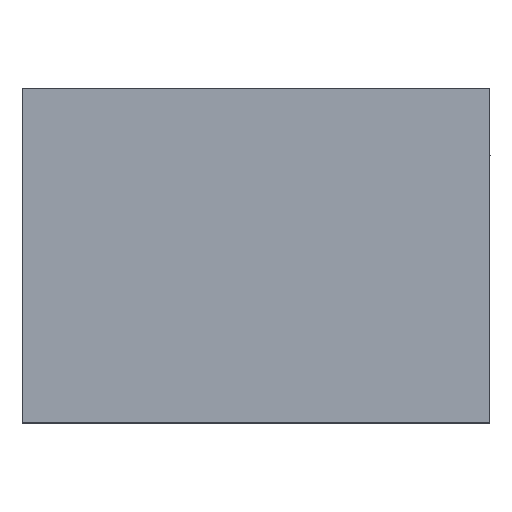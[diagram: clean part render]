
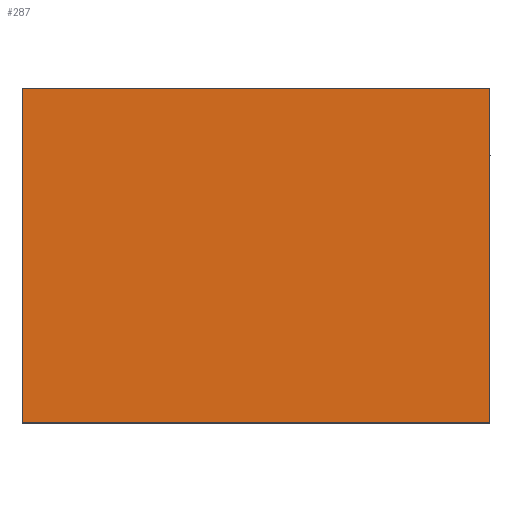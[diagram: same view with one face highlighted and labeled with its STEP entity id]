
A CAD part, top view. The second image highlights one B-rep face of the part: STEP entity #287.
In plain terms, the highlighted planar face has unit normal (0, 0, 1).
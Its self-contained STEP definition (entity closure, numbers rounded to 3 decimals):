
#43 = VERTEX_POINT('',#44);
#44 = CARTESIAN_POINT('',(3.5,-2.5,5.));
#50 = EDGE_CURVE('',#51,#43,#53,.T.);
#51 = VERTEX_POINT('',#52);
#52 = CARTESIAN_POINT('',(3.5,2.5,5.));
#53 = LINE('',#54,#55);
#54 = CARTESIAN_POINT('',(3.5,2.5,5.));
#55 = VECTOR('',#56,1.);
#56 = DIRECTION('',(0.,-1.,0.));
#180 = EDGE_CURVE('',#51,#181,#183,.T.);
#181 = VERTEX_POINT('',#182);
#182 = CARTESIAN_POINT('',(-3.5,2.5,5.));
#183 = LINE('',#184,#185);
#184 = CARTESIAN_POINT('',(3.5,2.5,5.));
#185 = VECTOR('',#186,1.);
#186 = DIRECTION('',(-1.,0.,0.));
#236 = EDGE_CURVE('',#43,#237,#239,.T.);
#237 = VERTEX_POINT('',#238);
#238 = CARTESIAN_POINT('',(-3.5,-2.5,5.));
#239 = LINE('',#240,#241);
#240 = CARTESIAN_POINT('',(3.5,-2.5,5.));
#241 = VECTOR('',#242,1.);
#242 = DIRECTION('',(-1.,0.,0.));
#287 = ADVANCED_FACE('',(#288),#299,.F.);
#288 = FACE_BOUND('',#289,.F.);
#289 = EDGE_LOOP('',(#290,#291,#292,#298));
#290 = ORIENTED_EDGE('',*,*,#50,.T.);
#291 = ORIENTED_EDGE('',*,*,#236,.T.);
#292 = ORIENTED_EDGE('',*,*,#293,.F.);
#293 = EDGE_CURVE('',#181,#237,#294,.T.);
#294 = LINE('',#295,#296);
#295 = CARTESIAN_POINT('',(-3.5,2.5,5.));
#296 = VECTOR('',#297,1.);
#297 = DIRECTION('',(0.,-1.,0.));
#298 = ORIENTED_EDGE('',*,*,#180,.F.);
#299 = PLANE('',#300);
#300 = AXIS2_PLACEMENT_3D('',#301,#302,#303);
#301 = CARTESIAN_POINT('',(3.5,2.5,5.));
#302 = DIRECTION('',(0.,0.,-1.));
#303 = DIRECTION('',(-1.,0.,0.));
